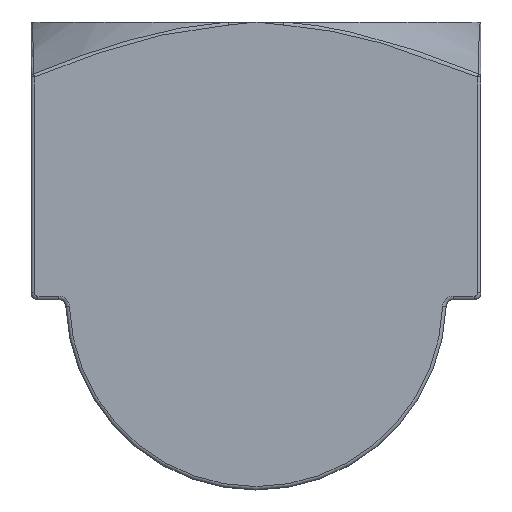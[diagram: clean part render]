
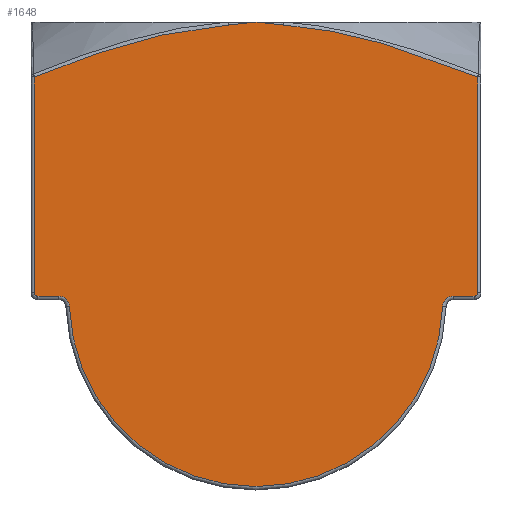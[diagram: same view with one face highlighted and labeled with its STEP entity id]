
A CAD part, left-side view. The second image highlights one B-rep face of the part: STEP entity #1648.
In plain terms, the highlighted planar face has unit normal (-1, 0, 0).
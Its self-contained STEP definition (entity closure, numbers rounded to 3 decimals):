
#61=PLANE('',#1784);
#138=FACE_OUTER_BOUND('',#244,.T.);
#244=EDGE_LOOP('',(#1326,#1327,#1328,#1329,#1330,#1331,#1332,#1333,#1334,
#1335,#1336,#1337,#1338));
#327=CIRCLE('',#1785,0.159);
#328=CIRCLE('',#1786,0.476);
#329=CIRCLE('',#1787,8.541);
#330=CIRCLE('',#1788,0.476);
#331=CIRCLE('',#1789,0.159);
#432=LINE('',#9259,#498);
#433=LINE('',#9263,#499);
#434=LINE('',#9271,#500);
#435=LINE('',#9274,#501);
#498=VECTOR('',#2088,1000.);
#499=VECTOR('',#2091,1000.);
#500=VECTOR('',#2098,1000.);
#501=VECTOR('',#2101,1000.);
#606=B_SPLINE_CURVE_WITH_KNOTS('',3,(#9219,#9220,#9221,#9222,#9223,#9224,
#9225,#9226,#9227,#9228,#9229,#9230,#9231),.UNSPECIFIED.,.F.,.F.,(4,3,3,
3,4),(0.,0.003,0.005,0.005,0.009),
 .UNSPECIFIED.);
#607=B_SPLINE_CURVE_WITH_KNOTS('',3,(#9232,#9233,#9234,#9235),
 .UNSPECIFIED.,.F.,.F.,(4,4),(0.,0.001),
 .UNSPECIFIED.);
#608=B_SPLINE_CURVE_WITH_KNOTS('',3,(#9237,#9238,#9239,#9240,#9241,#9242,
#9243),.UNSPECIFIED.,.F.,.F.,(4,3,4),(0.,0.001,
0.001),.UNSPECIFIED.);
#609=B_SPLINE_CURVE_WITH_KNOTS('',3,(#9245,#9246,#9247,#9248,#9249,#9250,
#9251,#9252,#9253,#9254,#9255,#9256,#9257),.UNSPECIFIED.,.F.,.F.,(4,3,3,
3,4),(0.,0.005,0.005,0.008,0.009),
 .UNSPECIFIED.);
#713=VERTEX_POINT('',#8839);
#754=VERTEX_POINT('',#9217);
#755=VERTEX_POINT('',#9218);
#756=VERTEX_POINT('',#9236);
#757=VERTEX_POINT('',#9244);
#758=VERTEX_POINT('',#9258);
#759=VERTEX_POINT('',#9260);
#760=VERTEX_POINT('',#9262);
#761=VERTEX_POINT('',#9264);
#762=VERTEX_POINT('',#9266);
#763=VERTEX_POINT('',#9268);
#764=VERTEX_POINT('',#9270);
#765=VERTEX_POINT('',#9272);
#961=EDGE_CURVE('',#754,#755,#606,.T.);
#962=EDGE_CURVE('',#755,#713,#607,.T.);
#963=EDGE_CURVE('',#713,#756,#608,.T.);
#964=EDGE_CURVE('',#756,#757,#609,.T.);
#965=EDGE_CURVE('',#757,#758,#432,.T.);
#966=EDGE_CURVE('',#758,#759,#327,.T.);
#967=EDGE_CURVE('',#759,#760,#433,.T.);
#968=EDGE_CURVE('',#760,#761,#328,.T.);
#969=EDGE_CURVE('',#761,#762,#329,.T.);
#970=EDGE_CURVE('',#762,#763,#330,.T.);
#971=EDGE_CURVE('',#763,#764,#434,.T.);
#972=EDGE_CURVE('',#764,#765,#331,.T.);
#973=EDGE_CURVE('',#765,#754,#435,.T.);
#1326=ORIENTED_EDGE('',*,*,#961,.T.);
#1327=ORIENTED_EDGE('',*,*,#962,.T.);
#1328=ORIENTED_EDGE('',*,*,#963,.T.);
#1329=ORIENTED_EDGE('',*,*,#964,.T.);
#1330=ORIENTED_EDGE('',*,*,#965,.T.);
#1331=ORIENTED_EDGE('',*,*,#966,.T.);
#1332=ORIENTED_EDGE('',*,*,#967,.T.);
#1333=ORIENTED_EDGE('',*,*,#968,.T.);
#1334=ORIENTED_EDGE('',*,*,#969,.T.);
#1335=ORIENTED_EDGE('',*,*,#970,.T.);
#1336=ORIENTED_EDGE('',*,*,#971,.T.);
#1337=ORIENTED_EDGE('',*,*,#972,.T.);
#1338=ORIENTED_EDGE('',*,*,#973,.T.);
#1648=ADVANCED_FACE('',(#138),#61,.T.);
#1784=AXIS2_PLACEMENT_3D('',#9216,#2086,#2087);
#1785=AXIS2_PLACEMENT_3D('',#9261,#2089,#2090);
#1786=AXIS2_PLACEMENT_3D('',#9265,#2092,#2093);
#1787=AXIS2_PLACEMENT_3D('',#9267,#2094,#2095);
#1788=AXIS2_PLACEMENT_3D('',#9269,#2096,#2097);
#1789=AXIS2_PLACEMENT_3D('',#9273,#2099,#2100);
#2086=DIRECTION('center_axis',(-1.,0.,0.));
#2087=DIRECTION('ref_axis',(0.,0.,1.));
#2088=DIRECTION('',(0.,-1.,0.));
#2089=DIRECTION('center_axis',(-1.,0.,0.));
#2090=DIRECTION('ref_axis',(0.,0.,1.));
#2091=DIRECTION('',(0.,0.,1.));
#2092=DIRECTION('center_axis',(1.,0.,0.));
#2093=DIRECTION('ref_axis',(0.,0.,1.));
#2094=DIRECTION('center_axis',(-1.,0.,0.));
#2095=DIRECTION('ref_axis',(0.,0.,1.));
#2096=DIRECTION('center_axis',(1.,0.,0.));
#2097=DIRECTION('ref_axis',(0.,0.,1.));
#2098=DIRECTION('',(0.,0.,1.));
#2099=DIRECTION('center_axis',(-1.,0.,0.));
#2100=DIRECTION('ref_axis',(0.,0.,1.));
#2101=DIRECTION('',(0.,1.,0.));
#8839=CARTESIAN_POINT('',(-15.38,17.793,0.));
#9216=CARTESIAN_POINT('Origin',(-15.38,-4.242,10.287));
#9217=CARTESIAN_POINT('',(-15.38,15.279,10.128));
#9218=CARTESIAN_POINT('',(-15.38,17.655,1.27));
#9219=CARTESIAN_POINT('Ctrl Pts',(-15.38,15.279,10.128));
#9220=CARTESIAN_POINT('Ctrl Pts',(-15.38,15.706,9.081));
#9221=CARTESIAN_POINT('Ctrl Pts',(-15.38,16.107,8.023));
#9222=CARTESIAN_POINT('Ctrl Pts',(-15.38,16.456,6.952));
#9223=CARTESIAN_POINT('Ctrl Pts',(-15.38,16.582,6.566));
#9224=CARTESIAN_POINT('Ctrl Pts',(-15.38,16.702,6.177));
#9225=CARTESIAN_POINT('Ctrl Pts',(-15.38,16.814,5.787));
#9226=CARTESIAN_POINT('Ctrl Pts',(-15.38,16.814,5.787));
#9227=CARTESIAN_POINT('Ctrl Pts',(-15.38,16.814,5.787));
#9228=CARTESIAN_POINT('Ctrl Pts',(-15.38,16.814,5.786));
#9229=CARTESIAN_POINT('Ctrl Pts',(-15.38,17.235,4.316));
#9230=CARTESIAN_POINT('Ctrl Pts',(-15.38,17.544,2.818));
#9231=CARTESIAN_POINT('Ctrl Pts',(-15.38,17.655,1.27));
#9232=CARTESIAN_POINT('Ctrl Pts',(-15.38,17.655,1.27));
#9233=CARTESIAN_POINT('Ctrl Pts',(-15.38,17.686,0.846));
#9234=CARTESIAN_POINT('Ctrl Pts',(-15.38,17.74,0.423));
#9235=CARTESIAN_POINT('Ctrl Pts',(-15.38,17.793,0.));
#9236=CARTESIAN_POINT('',(-15.38,17.655,-1.27));
#9237=CARTESIAN_POINT('Ctrl Pts',(-15.38,17.793,0.));
#9238=CARTESIAN_POINT('Ctrl Pts',(-15.38,17.759,-0.271));
#9239=CARTESIAN_POINT('Ctrl Pts',(-15.38,17.724,-0.541));
#9240=CARTESIAN_POINT('Ctrl Pts',(-15.38,17.696,-0.813));
#9241=CARTESIAN_POINT('Ctrl Pts',(-15.38,17.68,-0.965));
#9242=CARTESIAN_POINT('Ctrl Pts',(-15.38,17.666,-1.118));
#9243=CARTESIAN_POINT('Ctrl Pts',(-15.38,17.655,-1.27));
#9244=CARTESIAN_POINT('',(-15.38,15.279,-10.128));
#9245=CARTESIAN_POINT('Ctrl Pts',(-15.38,17.655,-1.27));
#9246=CARTESIAN_POINT('Ctrl Pts',(-15.38,17.544,-2.818));
#9247=CARTESIAN_POINT('Ctrl Pts',(-15.38,17.235,-4.316));
#9248=CARTESIAN_POINT('Ctrl Pts',(-15.38,16.814,-5.786));
#9249=CARTESIAN_POINT('Ctrl Pts',(-15.38,16.814,-5.787));
#9250=CARTESIAN_POINT('Ctrl Pts',(-15.38,16.814,-5.787));
#9251=CARTESIAN_POINT('Ctrl Pts',(-15.38,16.814,-5.787));
#9252=CARTESIAN_POINT('Ctrl Pts',(-15.38,16.538,-6.749));
#9253=CARTESIAN_POINT('Ctrl Pts',(-15.38,16.215,-7.7));
#9254=CARTESIAN_POINT('Ctrl Pts',(-15.38,15.862,-8.642));
#9255=CARTESIAN_POINT('Ctrl Pts',(-15.38,15.675,-9.14));
#9256=CARTESIAN_POINT('Ctrl Pts',(-15.38,15.48,-9.635));
#9257=CARTESIAN_POINT('Ctrl Pts',(-15.38,15.279,-10.128));
#9258=CARTESIAN_POINT('',(-15.38,5.41,-10.128));
#9259=CARTESIAN_POINT('',(-15.38,-4.242,-10.128));
#9260=CARTESIAN_POINT('',(-15.38,5.251,-9.969));
#9261=CARTESIAN_POINT('Origin',(-15.38,5.41,-9.969));
#9262=CARTESIAN_POINT('',(-15.38,5.251,-9.011));
#9263=CARTESIAN_POINT('',(-15.38,5.251,-9.011));
#9264=CARTESIAN_POINT('',(-15.38,4.792,-8.535));
#9265=CARTESIAN_POINT('Origin',(-15.38,4.775,-9.011));
#9266=CARTESIAN_POINT('',(-15.38,4.792,8.535));
#9267=CARTESIAN_POINT('Origin',(-15.38,5.093,0.));
#9268=CARTESIAN_POINT('',(-15.38,5.251,9.011));
#9269=CARTESIAN_POINT('Origin',(-15.38,4.775,9.011));
#9270=CARTESIAN_POINT('',(-15.38,5.251,9.97));
#9271=CARTESIAN_POINT('',(-15.38,5.251,9.97));
#9272=CARTESIAN_POINT('',(-15.38,5.41,10.128));
#9273=CARTESIAN_POINT('Origin',(-15.38,5.41,9.97));
#9274=CARTESIAN_POINT('',(-15.38,-4.242,10.128));
